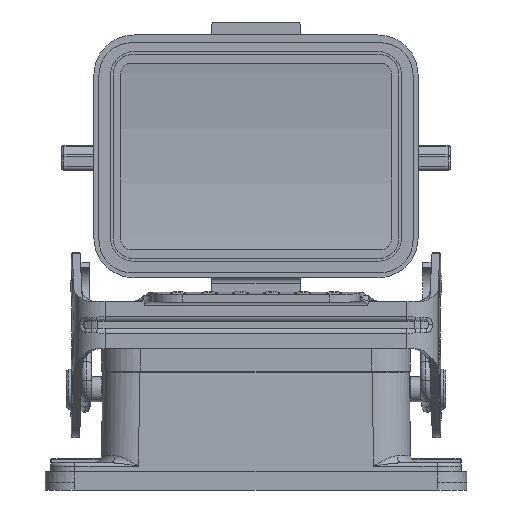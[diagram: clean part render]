
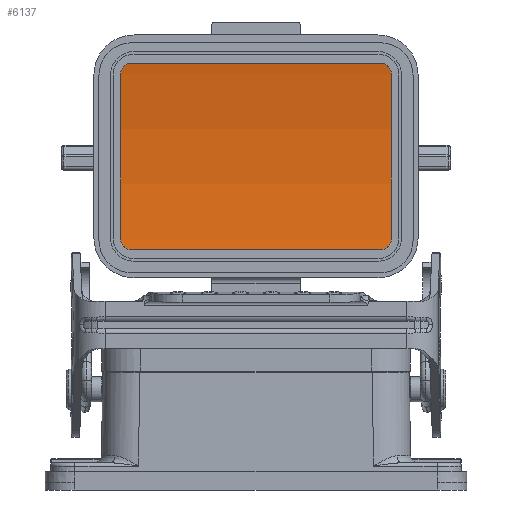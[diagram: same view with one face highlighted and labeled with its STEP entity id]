
A CAD part, left-side view. The second image highlights one B-rep face of the part: STEP entity #6137.
In plain terms, the highlighted cylindrical face has radius 117.5 mm (diameter 235 mm), a partial arc.
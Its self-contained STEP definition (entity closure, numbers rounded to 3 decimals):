
#588=CYLINDRICAL_SURFACE('',#39344,117.5);
#1178=CIRCLE('',#39342,117.5);
#1179=CIRCLE('',#39343,117.5);
#6137=ADVANCED_FACE('',(#7991),#588,.F.);
#7991=FACE_OUTER_BOUND('',#9273,.T.);
#9273=EDGE_LOOP('',(#13341,#13342,#13343,#13344,#13345,#13346,#13347,#13348));
#10874=B_SPLINE_CURVE_WITH_KNOTS('',3,(#86616,#86617,#86618,#86619,#86620,
#86621,#86622,#86623,#86624,#86625,#86626,#86627,#86628,#86629,#86630,#86631),
 .UNSPECIFIED.,.F.,.F.,(4,3,3,3,3,4),(0.,0.212,0.424,
0.637,0.853,1.),.UNSPECIFIED.);
#10875=B_SPLINE_CURVE_WITH_KNOTS('',3,(#86635,#86636,#86637,#86638,#86639,
#86640,#86641,#86642,#86643,#86644,#86645,#86646,#86647,#86648,#86649,#86650),
 .UNSPECIFIED.,.F.,.F.,(4,3,3,3,3,4),(0.,0.218,0.435,
0.653,0.867,1.),.UNSPECIFIED.);
#10876=B_SPLINE_CURVE_WITH_KNOTS('',3,(#86654,#86655,#86656,#86657,#86658,
#86659,#86660,#86661,#86662,#86663,#86664,#86665,#86666,#86667,#86668,#86669),
 .UNSPECIFIED.,.F.,.F.,(4,3,3,3,3,4),(0.,0.212,0.424,
0.637,0.852,1.),.UNSPECIFIED.);
#10877=B_SPLINE_CURVE_WITH_KNOTS('',3,(#86673,#86674,#86675,#86676,#86677,
#86678,#86679,#86680,#86681,#86682,#86683,#86684,#86685,#86686,#86687,#86688),
 .UNSPECIFIED.,.F.,.F.,(4,3,3,3,3,4),(0.,0.218,0.435,
0.652,0.867,1.),.UNSPECIFIED.);
#13341=ORIENTED_EDGE('',*,*,#26601,.T.);
#13342=ORIENTED_EDGE('',*,*,#26602,.T.);
#13343=ORIENTED_EDGE('',*,*,#26603,.T.);
#13344=ORIENTED_EDGE('',*,*,#26604,.T.);
#13345=ORIENTED_EDGE('',*,*,#26605,.T.);
#13346=ORIENTED_EDGE('',*,*,#26606,.T.);
#13347=ORIENTED_EDGE('',*,*,#26607,.T.);
#13348=ORIENTED_EDGE('',*,*,#26608,.T.);
#19965=VERTEX_POINT('',#86614);
#19966=VERTEX_POINT('',#86615);
#19967=VERTEX_POINT('',#86632);
#19968=VERTEX_POINT('',#86634);
#19969=VERTEX_POINT('',#86651);
#19970=VERTEX_POINT('',#86653);
#19971=VERTEX_POINT('',#86670);
#19972=VERTEX_POINT('',#86672);
#26601=EDGE_CURVE('',#19965,#19966,#32300,.T.);
#26602=EDGE_CURVE('',#19966,#19967,#10874,.T.);
#26603=EDGE_CURVE('',#19967,#19968,#1178,.T.);
#26604=EDGE_CURVE('',#19968,#19969,#10875,.T.);
#26605=EDGE_CURVE('',#19969,#19970,#32301,.T.);
#26606=EDGE_CURVE('',#19970,#19971,#10876,.T.);
#26607=EDGE_CURVE('',#19971,#19972,#1179,.T.);
#26608=EDGE_CURVE('',#19972,#19965,#10877,.T.);
#32300=LINE('',#86613,#35784);
#32301=LINE('',#86652,#35785);
#35784=VECTOR('',#43851,1.);
#35785=VECTOR('',#43854,1.);
#39342=AXIS2_PLACEMENT_3D('',#86633,#43852,#43853);
#39343=AXIS2_PLACEMENT_3D('',#86671,#43855,#43856);
#39344=AXIS2_PLACEMENT_3D('',#86689,#43857,#43858);
#43851=DIRECTION('',(0.,-1.,0.));
#43852=DIRECTION('',(0.,-1.,0.));
#43853=DIRECTION('',(1.,0.,0.));
#43854=DIRECTION('',(0.,1.,0.));
#43855=DIRECTION('',(0.,1.,0.));
#43856=DIRECTION('',(-1.,0.,0.));
#43857=DIRECTION('',(0.,-1.,0.));
#43858=DIRECTION('',(-1.,0.,0.));
#86613=CARTESIAN_POINT('',(44.282,29.75,44.77));
#86614=CARTESIAN_POINT('',(44.282,24.,44.77));
#86615=CARTESIAN_POINT('',(44.282,-24.,44.77));
#86616=CARTESIAN_POINT('',(44.282,-24.,44.77));
#86617=CARTESIAN_POINT('',(44.282,-24.228,44.77));
#86618=CARTESIAN_POINT('',(44.288,-24.458,44.809));
#86619=CARTESIAN_POINT('',(44.299,-24.673,44.884));
#86620=CARTESIAN_POINT('',(44.31,-24.888,44.958));
#86621=CARTESIAN_POINT('',(44.327,-25.092,45.07));
#86622=CARTESIAN_POINT('',(44.348,-25.27,45.211));
#86623=CARTESIAN_POINT('',(44.369,-25.449,45.352));
#86624=CARTESIAN_POINT('',(44.395,-25.605,45.525));
#86625=CARTESIAN_POINT('',(44.422,-25.728,45.717));
#86626=CARTESIAN_POINT('',(44.45,-25.851,45.91));
#86627=CARTESIAN_POINT('',(44.481,-25.943,46.127));
#86628=CARTESIAN_POINT('',(44.512,-25.995,46.35));
#86629=CARTESIAN_POINT('',(44.534,-26.032,46.504));
#86630=CARTESIAN_POINT('',(44.555,-26.05,46.662));
#86631=CARTESIAN_POINT('',(44.577,-26.05,46.82));
#86632=CARTESIAN_POINT('',(44.577,-26.05,46.82));
#86633=CARTESIAN_POINT('',(-71.868,-26.05,62.53));
#86634=CARTESIAN_POINT('',(44.511,-26.05,78.72));
#86635=CARTESIAN_POINT('',(44.511,-26.05,78.72));
#86636=CARTESIAN_POINT('',(44.479,-26.05,78.951));
#86637=CARTESIAN_POINT('',(44.445,-26.01,79.186));
#86638=CARTESIAN_POINT('',(44.414,-25.932,79.404));
#86639=CARTESIAN_POINT('',(44.382,-25.855,79.622));
#86640=CARTESIAN_POINT('',(44.351,-25.739,79.83));
#86641=CARTESIAN_POINT('',(44.324,-25.593,80.011));
#86642=CARTESIAN_POINT('',(44.297,-25.447,80.191));
#86643=CARTESIAN_POINT('',(44.273,-25.268,80.348));
#86644=CARTESIAN_POINT('',(44.254,-25.07,80.469));
#86645=CARTESIAN_POINT('',(44.236,-24.874,80.589));
#86646=CARTESIAN_POINT('',(44.222,-24.654,80.677));
#86647=CARTESIAN_POINT('',(44.214,-24.428,80.725));
#86648=CARTESIAN_POINT('',(44.21,-24.288,80.755));
#86649=CARTESIAN_POINT('',(44.207,-24.144,80.77));
#86650=CARTESIAN_POINT('',(44.207,-24.,80.77));
#86651=CARTESIAN_POINT('',(44.207,-24.,80.77));
#86652=CARTESIAN_POINT('',(44.207,-29.75,80.77));
#86653=CARTESIAN_POINT('',(44.207,24.,80.77));
#86654=CARTESIAN_POINT('',(44.207,24.,80.77));
#86655=CARTESIAN_POINT('',(44.207,24.227,80.77));
#86656=CARTESIAN_POINT('',(44.213,24.458,80.731));
#86657=CARTESIAN_POINT('',(44.225,24.673,80.657));
#86658=CARTESIAN_POINT('',(44.237,24.887,80.582));
#86659=CARTESIAN_POINT('',(44.254,25.092,80.47));
#86660=CARTESIAN_POINT('',(44.276,25.269,80.33));
#86661=CARTESIAN_POINT('',(44.297,25.448,80.189));
#86662=CARTESIAN_POINT('',(44.323,25.605,80.016));
#86663=CARTESIAN_POINT('',(44.352,25.727,79.824));
#86664=CARTESIAN_POINT('',(44.381,25.851,79.631));
#86665=CARTESIAN_POINT('',(44.412,25.942,79.414));
#86666=CARTESIAN_POINT('',(44.444,25.995,79.191));
#86667=CARTESIAN_POINT('',(44.466,26.031,79.037));
#86668=CARTESIAN_POINT('',(44.489,26.05,78.878));
#86669=CARTESIAN_POINT('',(44.511,26.05,78.72));
#86670=CARTESIAN_POINT('',(44.511,26.05,78.72));
#86671=CARTESIAN_POINT('',(-71.868,26.05,62.53));
#86672=CARTESIAN_POINT('',(44.577,26.05,46.82));
#86673=CARTESIAN_POINT('',(44.577,26.05,46.82));
#86674=CARTESIAN_POINT('',(44.545,26.05,46.589));
#86675=CARTESIAN_POINT('',(44.513,26.01,46.354));
#86676=CARTESIAN_POINT('',(44.482,25.933,46.136));
#86677=CARTESIAN_POINT('',(44.452,25.855,45.918));
#86678=CARTESIAN_POINT('',(44.422,25.739,45.71));
#86679=CARTESIAN_POINT('',(44.395,25.593,45.53));
#86680=CARTESIAN_POINT('',(44.369,25.448,45.35));
#86681=CARTESIAN_POINT('',(44.346,25.268,45.193));
#86682=CARTESIAN_POINT('',(44.327,25.071,45.072));
#86683=CARTESIAN_POINT('',(44.309,24.875,44.952));
#86684=CARTESIAN_POINT('',(44.296,24.655,44.864));
#86685=CARTESIAN_POINT('',(44.289,24.43,44.816));
#86686=CARTESIAN_POINT('',(44.284,24.289,44.785));
#86687=CARTESIAN_POINT('',(44.282,24.144,44.77));
#86688=CARTESIAN_POINT('',(44.282,24.,44.77));
#86689=CARTESIAN_POINT('',(-71.868,69.,62.53));
